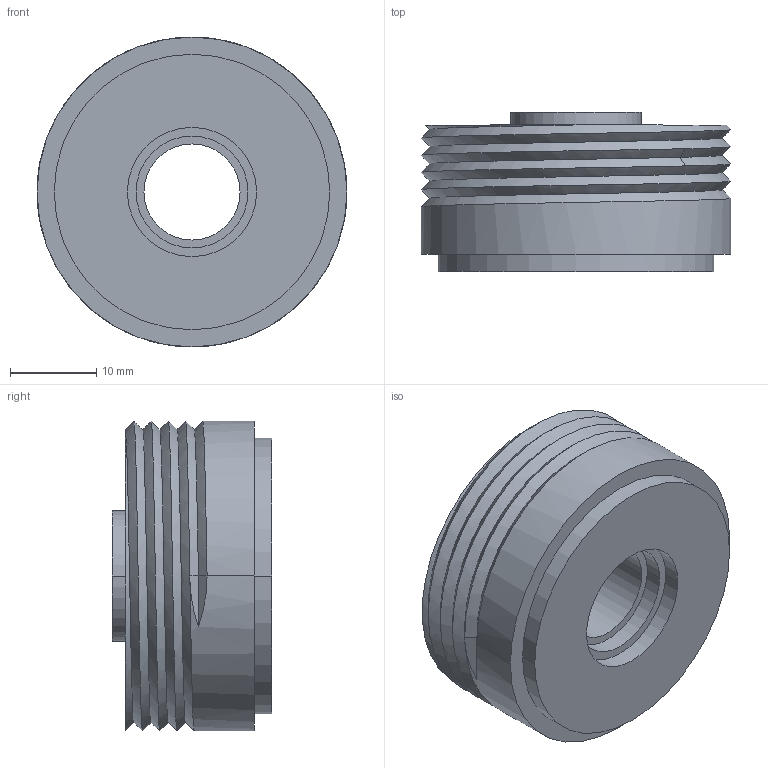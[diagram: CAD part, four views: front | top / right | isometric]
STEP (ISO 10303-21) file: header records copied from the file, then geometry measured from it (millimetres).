
FILE_DESCRIPTION((''),'2;1');
FILE_NAME('B3','2015-05-26T',('Ishan'),(''),'PRO/ENGINEER BY PARAMETRIC TECHNOLOGY CORPORATION, 2010100','PRO/ENGINEER BY PARAMETRIC TECHNOLOGY CORPORATION, 2010100','');
FILE_SCHEMA(('CONFIG_CONTROL_DESIGN'));
Length unit declared in the file: millimetre
Products named in the file (1): B3
Bounding box: 36 x 18.5 x 36 mm (x, y, z)
Volume: 8233.3 mm3; surface area: 6437.3 mm2
Topology: 1 solids, 1 shells, 31 faces, 72 edges, 48 vertices
Faces by surface type: cylinder 14, plane 9, bspline 4, cone 4
Entity records: 1930 total; most frequent: CARTESIAN_POINT 1193, ORIENTED_EDGE 144, DIRECTION 137, EDGE_CURVE 72, AXIS2_PLACEMENT_3D 57, VERTEX_POINT 48, EDGE_LOOP 38, FACE_OUTER_BOUND 31
